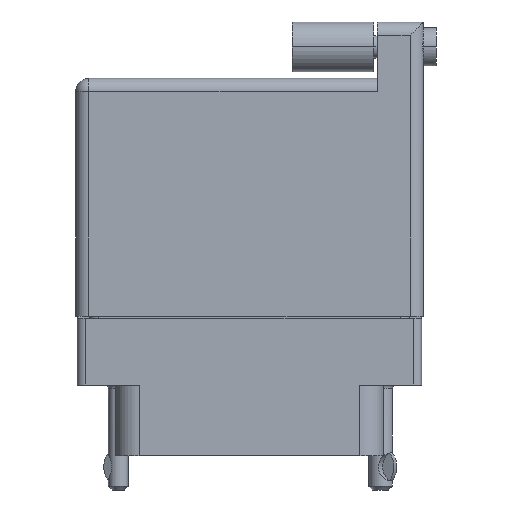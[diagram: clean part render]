
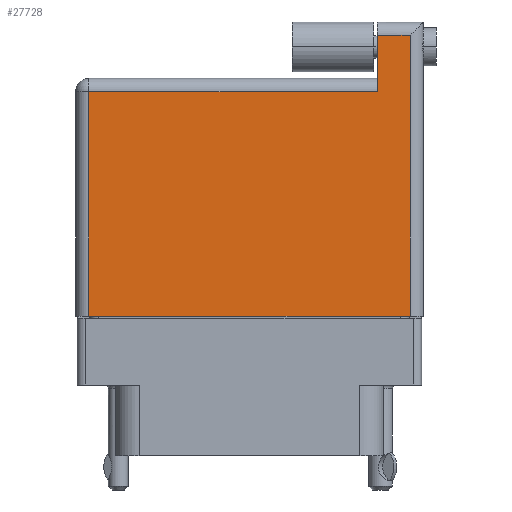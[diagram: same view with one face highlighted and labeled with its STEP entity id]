
A CAD part, front view. The second image highlights one B-rep face of the part: STEP entity #27728.
In plain terms, the highlighted face is planar.
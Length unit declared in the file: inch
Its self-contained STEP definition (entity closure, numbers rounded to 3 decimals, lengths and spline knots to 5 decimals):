
#298 = EDGE_CURVE ( 'NONE', #35865, #31882, #26001, .T. ) ;
#625 = EDGE_CURVE ( 'NONE', #31882, #22485, #17261, .T. ) ;
#706 = CARTESIAN_POINT ( 'NONE',  ( -0.6625, 0.756, 0.3575 ) ) ;
#4670 = DIRECTION ( 'NONE',  ( 0., -1., 0. ) ) ;
#4807 = FACE_OUTER_BOUND ( 'NONE', #35707, .T. ) ;
#5217 = DIRECTION ( 'NONE',  ( -1., 0., 0. ) ) ;
#5511 = CARTESIAN_POINT ( 'NONE',  ( -0.6625, 0.806, 0.3575 ) ) ;
#5548 = DIRECTION ( 'NONE',  ( 0., -1., 0. ) ) ;
#7157 = CARTESIAN_POINT ( 'NONE',  ( 0.6125, -0.1, 0.3575 ) ) ;
#7658 = CARTESIAN_POINT ( 'NONE',  ( 0.4875, 1.02, 0.3575 ) ) ;
#9108 = VECTOR ( 'NONE', #5548, 39.37008 ) ;
#9555 = CARTESIAN_POINT ( 'NONE',  ( 0.6125, 0.97, 0.3575 ) ) ;
#10106 = DIRECTION ( 'NONE',  ( 0., 1., 0. ) ) ;
#10709 = VECTOR ( 'NONE', #10919, 39.37008 ) ;
#10919 = DIRECTION ( 'NONE',  ( 1., 0., 0. ) ) ;
#12395 = CARTESIAN_POINT ( 'NONE',  ( 0.6125, 1.02, 0.3575 ) ) ;
#13273 = VECTOR ( 'NONE', #5217, 39.37008 ) ;
#13732 = LINE ( 'NONE', #12395, #15164 ) ;
#14657 = ORIENTED_EDGE ( 'NONE', *, *, #25646, .T. ) ;
#15164 = VECTOR ( 'NONE', #10106, 39.37008 ) ;
#15204 = EDGE_CURVE ( 'NONE', #29045, #17598, #13732, .T. ) ;
#16968 = ORIENTED_EDGE ( 'NONE', *, *, #298, .T. ) ;
#17261 = LINE ( 'NONE', #40047, #9108 ) ;
#17598 = VERTEX_POINT ( 'NONE', #9555 ) ;
#18615 = LINE ( 'NONE', #39041, #13273 ) ;
#18931 = LINE ( 'NONE', #35320, #10709 ) ;
#19845 = ORIENTED_EDGE ( 'NONE', *, *, #625, .T. ) ;
#22485 = VERTEX_POINT ( 'NONE', #30539 ) ;
#23262 = EDGE_CURVE ( 'NONE', #17598, #25717, #18615, .T. ) ;
#23944 = ORIENTED_EDGE ( 'NONE', *, *, #15204, .T. ) ;
#24414 = VECTOR ( 'NONE', #4670, 39.37008 ) ;
#25187 = DIRECTION ( 'NONE',  ( -1., 0., 0. ) ) ;
#25646 = EDGE_CURVE ( 'NONE', #22485, #29045, #18931, .T. ) ;
#25717 = VERTEX_POINT ( 'NONE', #29266 ) ;
#26001 = LINE ( 'NONE', #706, #26911 ) ;
#26911 = VECTOR ( 'NONE', #25187, 39.37008 ) ;
#27071 = DIRECTION ( 'NONE',  ( 0., 0., -1. ) ) ;
#27728 = ADVANCED_FACE ( 'NONE', ( #4807 ), #36095, .F. ) ;
#29045 = VERTEX_POINT ( 'NONE', #7157 ) ;
#29266 = CARTESIAN_POINT ( 'NONE',  ( 0.4875, 0.97, 0.3575 ) ) ;
#29739 = EDGE_CURVE ( 'NONE', #25717, #35865, #35920, .T. ) ;
#30385 = ORIENTED_EDGE ( 'NONE', *, *, #29739, .T. ) ;
#30397 = CARTESIAN_POINT ( 'NONE',  ( 0.4875, 0.756, 0.3575 ) ) ;
#30539 = CARTESIAN_POINT ( 'NONE',  ( -0.6125, -0.1, 0.3575 ) ) ;
#30967 = ORIENTED_EDGE ( 'NONE', *, *, #23262, .T. ) ;
#31882 = VERTEX_POINT ( 'NONE', #35924 ) ;
#35320 = CARTESIAN_POINT ( 'NONE',  ( -0.6625, -0.1, 0.3575 ) ) ;
#35707 = EDGE_LOOP ( 'NONE', ( #14657, #23944, #30967, #30385, #16968, #19845 ) ) ;
#35865 = VERTEX_POINT ( 'NONE', #30397 ) ;
#35920 = LINE ( 'NONE', #7658, #24414 ) ;
#35924 = CARTESIAN_POINT ( 'NONE',  ( -0.6125, 0.756, 0.3575 ) ) ;
#36095 = PLANE ( 'NONE',  #39778 ) ;
#36367 = DIRECTION ( 'NONE',  ( -1., 0., 0. ) ) ;
#39041 = CARTESIAN_POINT ( 'NONE',  ( -0.6625, 0.97, 0.3575 ) ) ;
#39778 = AXIS2_PLACEMENT_3D ( 'NONE', #5511, #27071, #36367 ) ;
#40047 = CARTESIAN_POINT ( 'NONE',  ( -0.6125, -0.1, 0.3575 ) ) ;
